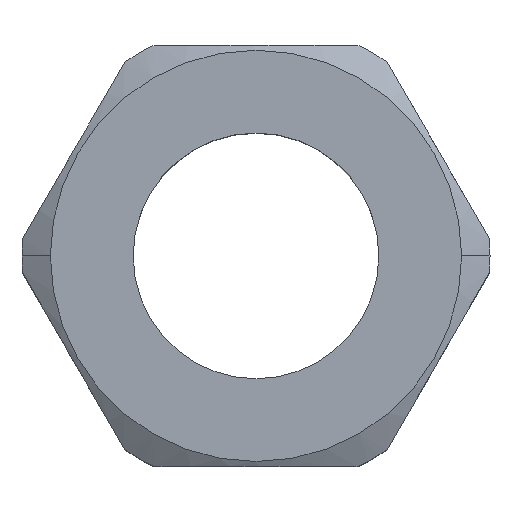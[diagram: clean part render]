
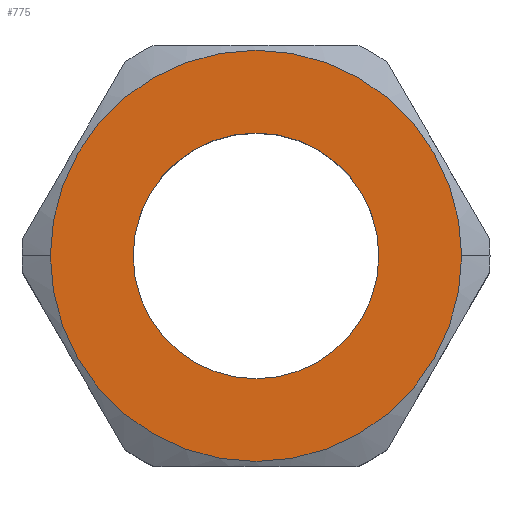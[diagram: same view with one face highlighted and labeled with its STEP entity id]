
A CAD part, top view. The second image highlights one B-rep face of the part: STEP entity #775.
In plain terms, the highlighted planar face has unit normal (0, 0, 1).
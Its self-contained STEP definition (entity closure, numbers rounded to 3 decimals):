
#34 = CARTESIAN_POINT ( 'NONE',  ( -5.25, 0., 6.5 ) ) ;
#51 = VERTEX_POINT ( 'NONE', #316 ) ;
#87 = ORIENTED_EDGE ( 'NONE', *, *, #524, .T. ) ;
#125 = DIRECTION ( 'NONE',  ( 0., 0., 1. ) ) ;
#127 = CIRCLE ( 'NONE', #502, 5.25 ) ;
#154 = FACE_BOUND ( 'NONE', #628, .T. ) ;
#166 = DIRECTION ( 'NONE',  ( 0., 0., 1. ) ) ;
#178 = CARTESIAN_POINT ( 'NONE',  ( 0., 0., 6.5 ) ) ;
#184 = DIRECTION ( 'NONE',  ( 1., 0., 0. ) ) ;
#197 = CIRCLE ( 'NONE', #505, 8.788 ) ;
#208 = CIRCLE ( 'NONE', #343, 5.25 ) ;
#220 = VERTEX_POINT ( 'NONE', #604 ) ;
#222 = DIRECTION ( 'NONE',  ( 1., 0., 0. ) ) ;
#253 = CARTESIAN_POINT ( 'NONE',  ( 0., 0., 6.5 ) ) ;
#274 = ORIENTED_EDGE ( 'NONE', *, *, #404, .F. ) ;
#315 = VERTEX_POINT ( 'NONE', #34 ) ;
#316 = CARTESIAN_POINT ( 'NONE',  ( 8.788, 0., 6.5 ) ) ;
#331 = AXIS2_PLACEMENT_3D ( 'NONE', #178, #829, #765 ) ;
#343 = AXIS2_PLACEMENT_3D ( 'NONE', #761, #440, #648 ) ;
#404 = EDGE_CURVE ( 'NONE', #410, #315, #208, .T. ) ;
#406 = EDGE_CURVE ( 'NONE', #315, #410, #127, .T. ) ;
#410 = VERTEX_POINT ( 'NONE', #652 ) ;
#429 = CIRCLE ( 'NONE', #331, 8.788 ) ;
#440 = DIRECTION ( 'NONE',  ( 0., 0., 1. ) ) ;
#447 = PLANE ( 'NONE',  #606 ) ;
#450 = FACE_OUTER_BOUND ( 'NONE', #812, .T. ) ;
#502 = AXIS2_PLACEMENT_3D ( 'NONE', #709, #643, #184 ) ;
#505 = AXIS2_PLACEMENT_3D ( 'NONE', #612, #166, #222 ) ;
#524 = EDGE_CURVE ( 'NONE', #220, #51, #197, .T. ) ;
#604 = CARTESIAN_POINT ( 'NONE',  ( -8.788, 0., 6.5 ) ) ;
#606 = AXIS2_PLACEMENT_3D ( 'NONE', #253, #125, #772 ) ;
#612 = CARTESIAN_POINT ( 'NONE',  ( 0., 0., 6.5 ) ) ;
#620 = EDGE_CURVE ( 'NONE', #51, #220, #429, .T. ) ;
#628 = EDGE_LOOP ( 'NONE', ( #687, #274 ) ) ;
#643 = DIRECTION ( 'NONE',  ( 0., 0., 1. ) ) ;
#648 = DIRECTION ( 'NONE',  ( 1., 0., 0. ) ) ;
#652 = CARTESIAN_POINT ( 'NONE',  ( 5.25, 0., 6.5 ) ) ;
#687 = ORIENTED_EDGE ( 'NONE', *, *, #406, .F. ) ;
#692 = ORIENTED_EDGE ( 'NONE', *, *, #620, .T. ) ;
#709 = CARTESIAN_POINT ( 'NONE',  ( 0., 0., 6.5 ) ) ;
#761 = CARTESIAN_POINT ( 'NONE',  ( 0., 0., 6.5 ) ) ;
#765 = DIRECTION ( 'NONE',  ( 1., 0., 0. ) ) ;
#772 = DIRECTION ( 'NONE',  ( 1., 0., 0. ) ) ;
#775 = ADVANCED_FACE ( 'NONE', ( #450, #154 ), #447, .T. ) ;
#812 = EDGE_LOOP ( 'NONE', ( #87, #692 ) ) ;
#829 = DIRECTION ( 'NONE',  ( 0., 0., 1. ) ) ;
